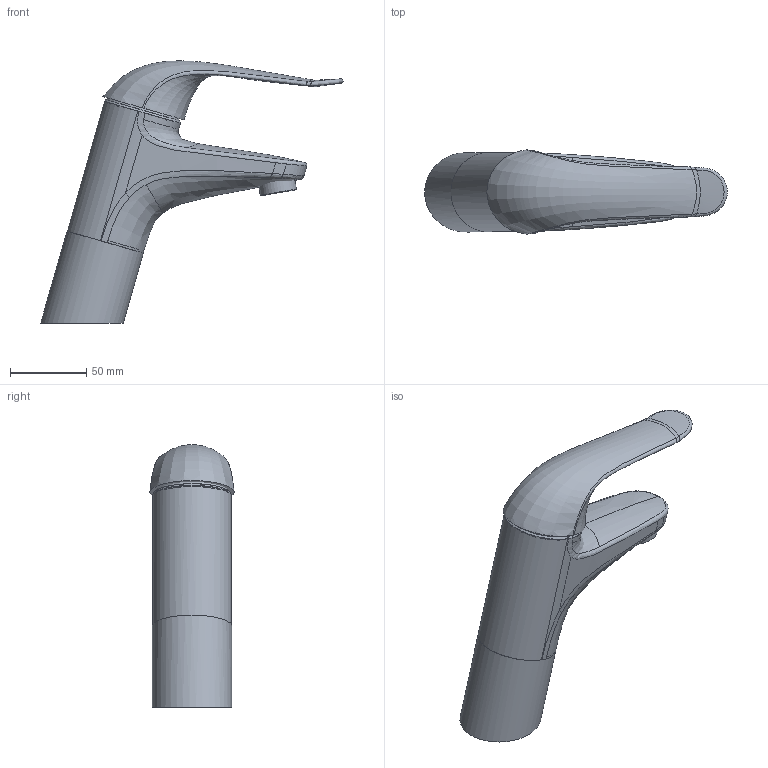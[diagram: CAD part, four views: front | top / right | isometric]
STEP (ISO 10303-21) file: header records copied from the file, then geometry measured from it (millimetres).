
FILE_DESCRIPTION(/* description */ ('Unknown'),/* implementation_level */ '2;1');
FILE_NAME(/* name */ '32765000',/* time_stamp */ '2022-09-09T13:05:49+02:00',/* author */ ('Unknown'),/* organization */ ('GROHE AG'),/* preprocessor_version */ 'ST-DEVELOPER v16.7',/* originating_system */ 'DEX',/* authorisation */ $);
FILE_SCHEMA (('AUTOMOTIVE_DESIGN {1 0 10303 214 3 1 1}'));
Length unit declared in the file: millimetre
Products named in the file (4): 32765000; 1; id86
Assembly tree (3 placements, depth 2):
  32765000
    1
    32765000
    id86
Bounding box: 198.36 x 55.19 x 171.93 mm (x, y, z)
Volume: 188023.7 mm3; surface area: 60910.3 mm2
Topology: 2 solids, 6 shells, 72 faces, 167 edges, 100 vertices
Faces by surface type: bspline 61, plane 6, cylinder 4, sphere 1
Full cylindrical faces by diameter (mm): 20.95 x1, 24 x1, 52 x1
Entity records: 16488 total; most frequent: CARTESIAN_POINT 15266, ORIENTED_EDGE 300, EDGE_CURVE 162, B_SPLINE_CURVE_WITH_KNOTS 136, VERTEX_POINT 99, EDGE_LOOP 76, FACE_BOUND 76, ADVANCED_FACE 72
